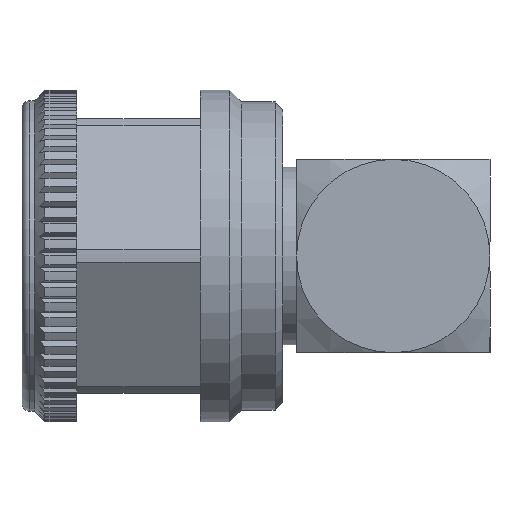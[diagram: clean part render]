
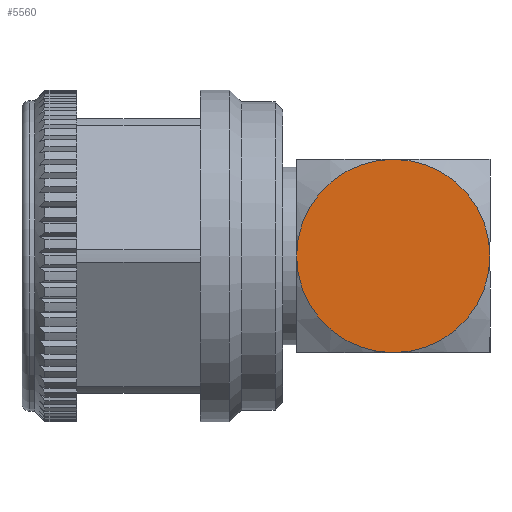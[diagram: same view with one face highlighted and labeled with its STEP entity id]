
A CAD part, left-side view. The second image highlights one B-rep face of the part: STEP entity #5560.
In plain terms, the highlighted planar face has unit normal (-1, 0, 0).
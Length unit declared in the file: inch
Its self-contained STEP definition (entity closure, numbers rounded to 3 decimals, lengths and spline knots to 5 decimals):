
#113 = CARTESIAN_POINT ( 'NONE',  ( -0.25, 0.25, 0. ) ) ;
#216 = DIRECTION ( 'NONE',  ( 0., 0., 1. ) ) ;
#302 = CARTESIAN_POINT ( 'NONE',  ( -0.25, 0., 0. ) ) ;
#551 = ORIENTED_EDGE ( 'NONE', *, *, #2116, .F. ) ;
#1076 = CARTESIAN_POINT ( 'NONE',  ( -0.25, 0.25, 0. ) ) ;
#1084 = DIRECTION ( 'NONE',  ( 0., 0., 1. ) ) ;
#1167 = CARTESIAN_POINT ( 'NONE',  ( -0.25, 0.25, 0. ) ) ;
#1386 = EDGE_CURVE ( 'NONE', #7380, #3690, #3664, .T. ) ;
#1425 = DIRECTION ( 'NONE',  ( 0., 0., -1. ) ) ;
#2104 = VERTEX_POINT ( 'NONE', #11570 ) ;
#2116 = EDGE_CURVE ( 'NONE', #2104, #7380, #8177, .T. ) ;
#2630 = AXIS2_PLACEMENT_3D ( 'NONE', #1076, #4656, #4570 ) ;
#3100 = FACE_OUTER_BOUND ( 'NONE', #9964, .T. ) ;
#3664 = CIRCLE ( 'NONE', #6281, 0.25 ) ;
#3690 = VERTEX_POINT ( 'NONE', #11697 ) ;
#3786 = DIRECTION ( 'NONE',  ( 1., 0., 0. ) ) ;
#4191 = ORIENTED_EDGE ( 'NONE', *, *, #1386, .F. ) ;
#4570 = DIRECTION ( 'NONE',  ( 0., 0., 1. ) ) ;
#4656 = DIRECTION ( 'NONE',  ( 1., 0., 0. ) ) ;
#4994 = VERTEX_POINT ( 'NONE', #302 ) ;
#5560 = ADVANCED_FACE ( 'NONE', ( #3100 ), #8445, .T. ) ;
#5582 = CIRCLE ( 'NONE', #9493, 0.25 ) ;
#5589 = AXIS2_PLACEMENT_3D ( 'NONE', #113, #7554, #1425 ) ;
#5824 = AXIS2_PLACEMENT_3D ( 'NONE', #8403, #9372, #1084 ) ;
#6281 = AXIS2_PLACEMENT_3D ( 'NONE', #1167, #3786, #216 ) ;
#6400 = CARTESIAN_POINT ( 'NONE',  ( -0.25, 0.25, 0. ) ) ;
#7318 = ORIENTED_EDGE ( 'NONE', *, *, #8416, .F. ) ;
#7380 = VERTEX_POINT ( 'NONE', #10679 ) ;
#7554 = DIRECTION ( 'NONE',  ( 1., 0., 0. ) ) ;
#8177 = CIRCLE ( 'NONE', #5589, 0.25 ) ;
#8193 = DIRECTION ( 'NONE',  ( 0., 0., 1. ) ) ;
#8403 = CARTESIAN_POINT ( 'NONE',  ( -0.25, 0., 0.25 ) ) ;
#8416 = EDGE_CURVE ( 'NONE', #3690, #4994, #9706, .T. ) ;
#8445 = PLANE ( 'NONE',  #5824 ) ;
#9020 = EDGE_CURVE ( 'NONE', #4994, #2104, #5582, .T. ) ;
#9372 = DIRECTION ( 'NONE',  ( -1., 0., 0. ) ) ;
#9493 = AXIS2_PLACEMENT_3D ( 'NONE', #6400, #10125, #8193 ) ;
#9706 = CIRCLE ( 'NONE', #2630, 0.25 ) ;
#9964 = EDGE_LOOP ( 'NONE', ( #7318, #4191, #551, #10963 ) ) ;
#10125 = DIRECTION ( 'NONE',  ( 1., 0., 0. ) ) ;
#10679 = CARTESIAN_POINT ( 'NONE',  ( -0.25, 0.5, 0. ) ) ;
#10963 = ORIENTED_EDGE ( 'NONE', *, *, #9020, .F. ) ;
#11570 = CARTESIAN_POINT ( 'NONE',  ( -0.25, 0.25, -0.25 ) ) ;
#11697 = CARTESIAN_POINT ( 'NONE',  ( -0.25, 0.25, 0.25 ) ) ;
